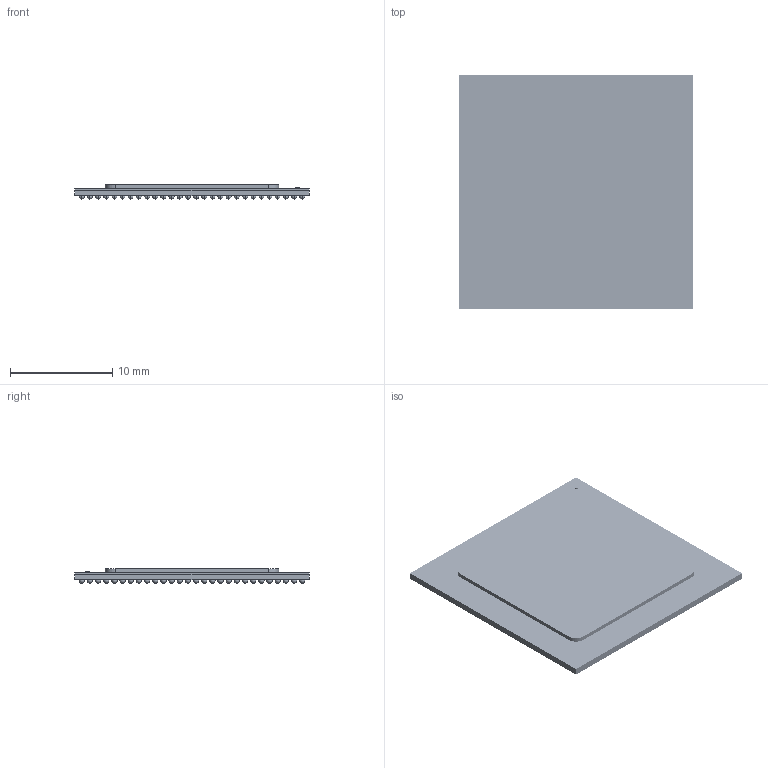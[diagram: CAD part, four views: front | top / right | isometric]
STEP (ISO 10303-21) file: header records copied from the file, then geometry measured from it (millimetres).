
FILE_DESCRIPTION(('FreeCAD Model'),'2;1');
FILE_NAME('TDA2P-ACD0784A.step','2021-06-01T17:16:57',('kicad StepUp'),( 'ksu MCAD'),'Open CASCADE STEP processor 7.2','FreeCAD','Unknown');
FILE_SCHEMA(('AUTOMOTIVE_DESIGN { 1 0 10303 214 1 1 1 1 }'));
Length unit declared in the file: millimetre
Products named in the file (1): TDA2P-ACD0784A
Bounding box: 23 x 23 x 1.41 mm (x, y, z)
Volume: 507.9 mm3; surface area: 4448 mm2
Topology: 789 solids, 789 shells, 2386 faces, 4776 edges, 2400 vertices
Faces by surface type: sphere 1568, plane 813, cylinder 5
Full cylindrical faces by diameter (mm): 0.4 x1
Entity records: 67797 total; most frequent: DIRECTION 11128, CARTESIAN_POINT 7995, ORIENTED_EDGE 6416, AXIS2_PLACEMENT_3D 5533, EDGE_CURVE 3208, CIRCLE 3146, VERTEX_POINT 2400, FACE_BOUND 2388
